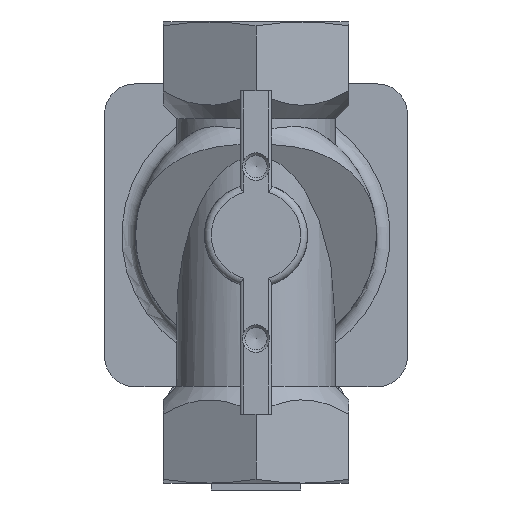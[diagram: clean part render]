
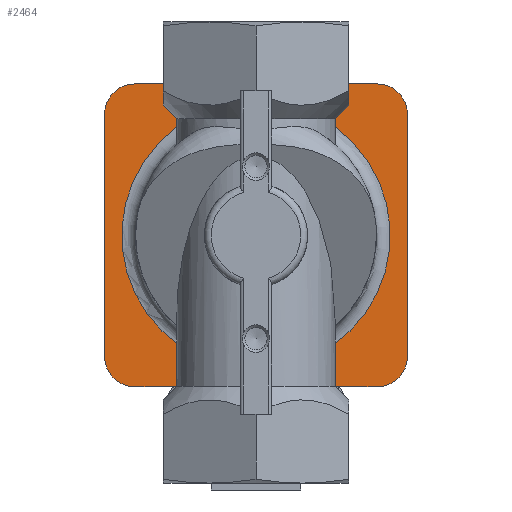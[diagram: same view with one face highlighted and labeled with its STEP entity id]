
A CAD part, front view. The second image highlights one B-rep face of the part: STEP entity #2464.
In plain terms, the highlighted planar face has unit normal (0, -1, 0).
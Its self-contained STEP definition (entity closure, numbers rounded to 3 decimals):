
#74=PLANE('',#2698);
#150=LINE('',#4027,#264);
#154=LINE('',#4045,#268);
#168=LINE('',#4227,#282);
#172=LINE('',#4235,#286);
#173=LINE('',#4239,#287);
#174=LINE('',#4243,#288);
#175=LINE('',#4248,#289);
#176=LINE('',#4252,#290);
#264=VECTOR('',#2980,1000.);
#268=VECTOR('',#2986,1000.);
#282=VECTOR('',#3158,1000.);
#286=VECTOR('',#3162,1000.);
#287=VECTOR('',#3169,1000.);
#288=VECTOR('',#3172,1000.);
#289=VECTOR('',#3177,1000.);
#290=VECTOR('',#3180,1000.);
#404=CIRCLE('',#2653,19.5);
#418=CIRCLE('',#2690,2.);
#420=CIRCLE('',#2693,2.);
#423=CIRCLE('',#2699,4.4);
#424=CIRCLE('',#2700,4.4);
#425=CIRCLE('',#2701,4.4);
#426=CIRCLE('',#2702,4.4);
#859=ORIENTED_EDGE('',*,*,#1402,.T.);
#860=ORIENTED_EDGE('',*,*,#1295,.T.);
#861=ORIENTED_EDGE('',*,*,#1397,.T.);
#862=ORIENTED_EDGE('',*,*,#1411,.F.);
#863=ORIENTED_EDGE('',*,*,#1412,.F.);
#864=ORIENTED_EDGE('',*,*,#1413,.F.);
#865=ORIENTED_EDGE('',*,*,#1414,.F.);
#866=ORIENTED_EDGE('',*,*,#1405,.F.);
#867=ORIENTED_EDGE('',*,*,#1337,.T.);
#868=ORIENTED_EDGE('',*,*,#1217,.T.);
#869=ORIENTED_EDGE('',*,*,#1376,.F.);
#870=ORIENTED_EDGE('',*,*,#1224,.T.);
#871=ORIENTED_EDGE('',*,*,#1343,.T.);
#872=ORIENTED_EDGE('',*,*,#1409,.F.);
#873=ORIENTED_EDGE('',*,*,#1415,.F.);
#874=ORIENTED_EDGE('',*,*,#1416,.F.);
#875=ORIENTED_EDGE('',*,*,#1417,.F.);
#876=ORIENTED_EDGE('',*,*,#1418,.F.);
#1217=EDGE_CURVE('',#1581,#1582,#1827,.T.);
#1224=EDGE_CURVE('',#1588,#1589,#1833,.T.);
#1295=EDGE_CURVE('',#1647,#1646,#1865,.T.);
#1337=EDGE_CURVE('',#1673,#1581,#150,.T.);
#1343=EDGE_CURVE('',#1589,#1677,#154,.T.);
#1376=EDGE_CURVE('',#1588,#1582,#404,.T.);
#1397=EDGE_CURVE('',#1646,#1705,#418,.T.);
#1402=EDGE_CURVE('',#1709,#1647,#420,.T.);
#1405=EDGE_CURVE('',#1673,#1711,#168,.T.);
#1409=EDGE_CURVE('',#1714,#1677,#172,.T.);
#1411=EDGE_CURVE('',#1715,#1705,#173,.T.);
#1412=EDGE_CURVE('',#1716,#1715,#423,.T.);
#1413=EDGE_CURVE('',#1717,#1716,#174,.T.);
#1414=EDGE_CURVE('',#1711,#1717,#424,.T.);
#1415=EDGE_CURVE('',#1718,#1714,#425,.T.);
#1416=EDGE_CURVE('',#1719,#1718,#175,.T.);
#1417=EDGE_CURVE('',#1720,#1719,#426,.T.);
#1418=EDGE_CURVE('',#1709,#1720,#176,.T.);
#1581=VERTEX_POINT('',#3520);
#1582=VERTEX_POINT('',#3521);
#1588=VERTEX_POINT('',#3566);
#1589=VERTEX_POINT('',#3567);
#1646=VERTEX_POINT('',#3854);
#1647=VERTEX_POINT('',#3862);
#1673=VERTEX_POINT('',#4028);
#1677=VERTEX_POINT('',#4044);
#1705=VERTEX_POINT('',#4212);
#1709=VERTEX_POINT('',#4222);
#1711=VERTEX_POINT('',#4228);
#1714=VERTEX_POINT('',#4234);
#1715=VERTEX_POINT('',#4240);
#1716=VERTEX_POINT('',#4242);
#1717=VERTEX_POINT('',#4244);
#1718=VERTEX_POINT('',#4247);
#1719=VERTEX_POINT('',#4249);
#1720=VERTEX_POINT('',#4251);
#1827=B_SPLINE_CURVE_WITH_KNOTS('',3,(#3516,#3517,#3518,#3519),
 .UNSPECIFIED.,.F.,.F.,(4,4),(0.045,0.046),
 .UNSPECIFIED.);
#1833=B_SPLINE_CURVE_WITH_KNOTS('',3,(#3562,#3563,#3564,#3565),
 .UNSPECIFIED.,.F.,.F.,(4,4),(0.058,0.058),
 .UNSPECIFIED.);
#1865=B_SPLINE_CURVE_WITH_KNOTS('',3,(#3855,#3856,#3857,#3858,#3859,#3860,
#3861),.UNSPECIFIED.,.F.,.F.,(4,1,1,1,4),(0.046,0.049,
0.052,0.055,0.057),.UNSPECIFIED.);
#2042=EDGE_LOOP('',(#859,#860,#861,#862,#863,#864,#865,#866,#867,#868,#869,
#870,#871,#872,#873,#874,#875,#876));
#2238=FACE_BOUND('',#2042,.T.);
#2464=ADVANCED_FACE('',(#2238),#74,.F.);
#2653=AXIS2_PLACEMENT_3D('',#4147,#3063,#3064);
#2690=AXIS2_PLACEMENT_3D('',#4211,#3142,#3143);
#2693=AXIS2_PLACEMENT_3D('',#4221,#3151,#3152);
#2698=AXIS2_PLACEMENT_3D('',#4238,#3167,#3168);
#2699=AXIS2_PLACEMENT_3D('',#4241,#3170,#3171);
#2700=AXIS2_PLACEMENT_3D('',#4245,#3173,#3174);
#2701=AXIS2_PLACEMENT_3D('',#4246,#3175,#3176);
#2702=AXIS2_PLACEMENT_3D('',#4250,#3178,#3179);
#2980=DIRECTION('',(0.,0.,1.));
#2986=DIRECTION('',(0.,0.,-1.));
#3063=DIRECTION('',(0.,-1.,0.));
#3064=DIRECTION('',(0.,0.,-1.));
#3142=DIRECTION('',(0.,1.,0.));
#3143=DIRECTION('',(0.,0.,-1.));
#3151=DIRECTION('',(0.,1.,0.));
#3152=DIRECTION('',(0.,0.,-1.));
#3158=DIRECTION('',(-1.,0.,0.));
#3162=DIRECTION('',(-1.,0.,0.));
#3167=DIRECTION('',(0.,1.,0.));
#3168=DIRECTION('',(-1.,0.,0.));
#3169=DIRECTION('',(1.,0.,0.));
#3170=DIRECTION('',(0.,1.,0.));
#3171=DIRECTION('',(0.,0.,-1.));
#3172=DIRECTION('',(0.,0.,1.));
#3173=DIRECTION('',(0.,1.,0.));
#3174=DIRECTION('',(0.,0.,-1.));
#3175=DIRECTION('',(0.,1.,0.));
#3176=DIRECTION('',(0.,0.,-1.));
#3177=DIRECTION('',(0.,0.,-1.));
#3178=DIRECTION('',(0.,1.,0.));
#3179=DIRECTION('',(0.,0.,-1.));
#3180=DIRECTION('',(1.,0.,0.));
#3516=CARTESIAN_POINT('',(-6.271,11.968,12.089));
#3517=CARTESIAN_POINT('',(-6.079,11.968,12.178));
#3518=CARTESIAN_POINT('',(-5.885,11.968,12.265));
#3519=CARTESIAN_POINT('',(-5.69,11.968,12.349));
#3520=CARTESIAN_POINT('',(-6.271,11.968,12.089));
#3521=CARTESIAN_POINT('',(-5.69,11.968,12.349));
#3562=CARTESIAN_POINT('',(5.69,11.968,12.349));
#3563=CARTESIAN_POINT('',(5.885,11.968,12.265));
#3564=CARTESIAN_POINT('',(6.078,11.968,12.178));
#3565=CARTESIAN_POINT('',(6.271,11.968,12.089));
#3566=CARTESIAN_POINT('',(5.69,11.968,12.349));
#3567=CARTESIAN_POINT('',(6.271,11.968,12.089));
#3854=CARTESIAN_POINT('',(-5.481,11.968,54.563));
#3855=CARTESIAN_POINT('',(5.481,11.968,54.563));
#3856=CARTESIAN_POINT('',(4.622,11.968,54.206));
#3857=CARTESIAN_POINT('',(2.812,11.968,53.595));
#3858=CARTESIAN_POINT('',(0.024,11.968,53.254));
#3859=CARTESIAN_POINT('',(-2.829,11.968,53.597));
#3860=CARTESIAN_POINT('',(-4.609,11.968,54.2));
#3861=CARTESIAN_POINT('',(-5.481,11.968,54.563));
#3862=CARTESIAN_POINT('',(5.481,11.968,54.563));
#4027=CARTESIAN_POINT('',(-6.271,11.968,12.5));
#4028=CARTESIAN_POINT('',(-6.271,11.968,9.));
#4044=CARTESIAN_POINT('',(6.271,11.968,9.));
#4045=CARTESIAN_POINT('',(6.271,11.968,12.5));
#4147=CARTESIAN_POINT('',(0.,11.968,31.));
#4211=CARTESIAN_POINT('',(-7.433,11.968,55.));
#4212=CARTESIAN_POINT('',(-7.433,11.968,53.));
#4221=CARTESIAN_POINT('',(7.433,11.968,55.));
#4222=CARTESIAN_POINT('',(7.433,11.968,53.));
#4227=CARTESIAN_POINT('',(17.6,11.968,9.));
#4228=CARTESIAN_POINT('',(-17.6,11.968,9.));
#4234=CARTESIAN_POINT('',(17.6,11.968,9.));
#4235=CARTESIAN_POINT('',(17.6,11.968,9.));
#4238=CARTESIAN_POINT('',(-7.433,11.968,55.));
#4239=CARTESIAN_POINT('',(-17.6,11.968,53.));
#4240=CARTESIAN_POINT('',(-17.6,11.968,53.));
#4241=CARTESIAN_POINT('',(-17.6,11.968,48.6));
#4242=CARTESIAN_POINT('',(-22.,11.968,48.6));
#4243=CARTESIAN_POINT('',(-22.,11.968,13.4));
#4244=CARTESIAN_POINT('',(-22.,11.968,13.4));
#4245=CARTESIAN_POINT('',(-17.6,11.968,13.4));
#4246=CARTESIAN_POINT('',(17.6,11.968,13.4));
#4247=CARTESIAN_POINT('',(22.,11.968,13.4));
#4248=CARTESIAN_POINT('',(22.,11.968,48.6));
#4249=CARTESIAN_POINT('',(22.,11.968,48.6));
#4250=CARTESIAN_POINT('',(17.6,11.968,48.6));
#4251=CARTESIAN_POINT('',(17.6,11.968,53.));
#4252=CARTESIAN_POINT('',(7.433,11.968,53.));
